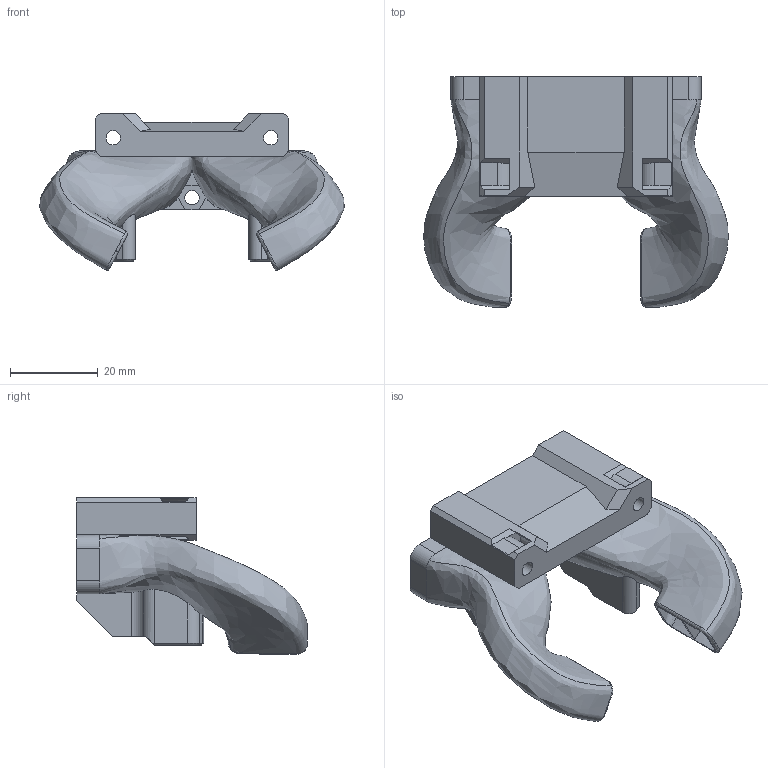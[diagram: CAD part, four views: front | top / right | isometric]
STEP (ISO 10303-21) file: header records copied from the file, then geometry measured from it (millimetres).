
FILE_DESCRIPTION(/* description */ (''),/* implementation_level */ '2;1');
FILE_NAME(/* name */ 'EVA3 UHF Duct Cartographer V4.step',/* time_stamp */ '2025-12-18T21:46:15-07:00',/* author */ (''),/* organization */ (''),/* preprocessor_version */ 'ST-DEVELOPER v20.1',/* originating_system */ 'Autodesk Translation Framework v14.21.0.0',/* authorisation */ '');
FILE_SCHEMA (('AUTOMOTIVE_DESIGN { 1 0 10303 214 3 1 1 }'));
Products named in the file (1): UHF_duct
Bounding box: 69.55 x 52.72 x 35.78 mm (x, y, z)
Volume: 17879.6 mm3; surface area: 19078.3 mm2
Topology: 1 solids, 1 shells, 213 faces, 681 edges, 466 vertices
Faces by surface type: plane 118, bspline 58, cylinder 33, cone 4
Full cylindrical faces by diameter (mm): 3.2 x2, 3.3 x3, 4.7 x2
Entity records: 71785 total; most frequent: CARTESIAN_POINT 66239, ORIENTED_EDGE 1362, DIRECTION 837, EDGE_CURVE 681, VERTEX_POINT 466, LINE 337, VECTOR 337, B_SPLINE_CURVE_WITH_KNOTS 250
